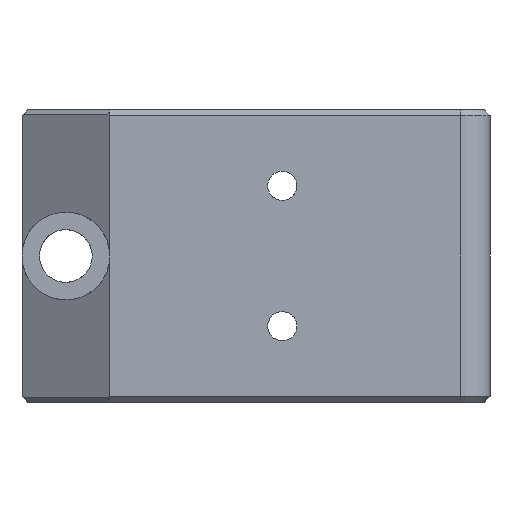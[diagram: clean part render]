
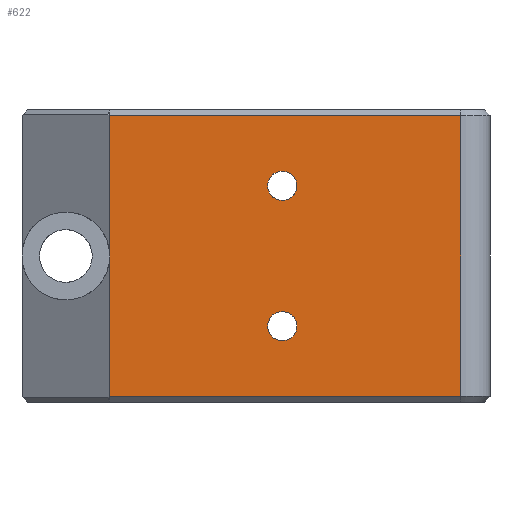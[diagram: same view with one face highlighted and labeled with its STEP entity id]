
A CAD part, left-side view. The second image highlights one B-rep face of the part: STEP entity #622.
In plain terms, the highlighted planar face has unit normal (-1, 0, 0).
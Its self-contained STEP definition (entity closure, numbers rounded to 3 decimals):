
#165 = VERTEX_POINT('',#166);
#166 = CARTESIAN_POINT('',(-42.5,40.,-24.));
#246 = VERTEX_POINT('',#247);
#247 = CARTESIAN_POINT('',(-42.5,40.,0.));
#254 = EDGE_CURVE('',#255,#246,#257,.T.);
#255 = VERTEX_POINT('',#256);
#256 = CARTESIAN_POINT('',(-42.5,40.,-20.));
#257 = LINE('',#258,#259);
#258 = CARTESIAN_POINT('',(-42.5,40.,-25.));
#259 = VECTOR('',#260,1.);
#260 = DIRECTION('',(0.,0.,1.));
#262 = EDGE_CURVE('',#165,#255,#263,.T.);
#263 = LINE('',#264,#265);
#264 = CARTESIAN_POINT('',(-42.5,40.,-25.));
#265 = VECTOR('',#266,1.);
#266 = DIRECTION('',(0.,0.,1.));
#439 = VERTEX_POINT('',#440);
#440 = CARTESIAN_POINT('',(-42.5,-20.,-24.));
#446 = EDGE_CURVE('',#439,#165,#447,.T.);
#447 = LINE('',#448,#449);
#448 = CARTESIAN_POINT('',(-42.5,-20.,-24.));
#449 = VECTOR('',#450,1.);
#450 = DIRECTION('',(0.,1.,0.));
#622 = ADVANCED_FACE('',(#623,#658,#669),#680,.T.);
#623 = FACE_BOUND('',#624,.T.);
#624 = EDGE_LOOP('',(#625,#633,#641,#649,#655,#656,#657));
#625 = ORIENTED_EDGE('',*,*,#626,.T.);
#626 = EDGE_CURVE('',#439,#627,#629,.T.);
#627 = VERTEX_POINT('',#628);
#628 = CARTESIAN_POINT('',(-42.5,-20.,24.));
#629 = LINE('',#630,#631);
#630 = CARTESIAN_POINT('',(-42.5,-20.,-25.));
#631 = VECTOR('',#632,1.);
#632 = DIRECTION('',(0.,0.,1.));
#633 = ORIENTED_EDGE('',*,*,#634,.T.);
#634 = EDGE_CURVE('',#627,#635,#637,.T.);
#635 = VERTEX_POINT('',#636);
#636 = CARTESIAN_POINT('',(-42.5,40.,24.));
#637 = LINE('',#638,#639);
#638 = CARTESIAN_POINT('',(-42.5,-20.,24.));
#639 = VECTOR('',#640,1.);
#640 = DIRECTION('',(0.,1.,0.));
#641 = ORIENTED_EDGE('',*,*,#642,.F.);
#642 = EDGE_CURVE('',#643,#635,#645,.T.);
#643 = VERTEX_POINT('',#644);
#644 = CARTESIAN_POINT('',(-42.5,40.,20.));
#645 = LINE('',#646,#647);
#646 = CARTESIAN_POINT('',(-42.5,40.,-25.));
#647 = VECTOR('',#648,1.);
#648 = DIRECTION('',(0.,0.,1.));
#649 = ORIENTED_EDGE('',*,*,#650,.F.);
#650 = EDGE_CURVE('',#246,#643,#651,.T.);
#651 = LINE('',#652,#653);
#652 = CARTESIAN_POINT('',(-42.5,40.,-25.));
#653 = VECTOR('',#654,1.);
#654 = DIRECTION('',(0.,0.,1.));
#655 = ORIENTED_EDGE('',*,*,#254,.F.);
#656 = ORIENTED_EDGE('',*,*,#262,.F.);
#657 = ORIENTED_EDGE('',*,*,#446,.F.);
#658 = FACE_BOUND('',#659,.T.);
#659 = EDGE_LOOP('',(#660));
#660 = ORIENTED_EDGE('',*,*,#661,.F.);
#661 = EDGE_CURVE('',#662,#662,#664,.T.);
#662 = VERTEX_POINT('',#663);
#663 = CARTESIAN_POINT('',(-42.5,10.5,14.5));
#664 = CIRCLE('',#665,2.5);
#665 = AXIS2_PLACEMENT_3D('',#666,#667,#668);
#666 = CARTESIAN_POINT('',(-42.5,10.5,12.));
#667 = DIRECTION('',(-1.,0.,0.));
#668 = DIRECTION('',(0.,0.,1.));
#669 = FACE_BOUND('',#670,.T.);
#670 = EDGE_LOOP('',(#671));
#671 = ORIENTED_EDGE('',*,*,#672,.F.);
#672 = EDGE_CURVE('',#673,#673,#675,.T.);
#673 = VERTEX_POINT('',#674);
#674 = CARTESIAN_POINT('',(-42.5,10.5,-9.5));
#675 = CIRCLE('',#676,2.5);
#676 = AXIS2_PLACEMENT_3D('',#677,#678,#679);
#677 = CARTESIAN_POINT('',(-42.5,10.5,-12.));
#678 = DIRECTION('',(-1.,0.,0.));
#679 = DIRECTION('',(0.,0.,1.));
#680 = PLANE('',#681);
#681 = AXIS2_PLACEMENT_3D('',#682,#683,#684);
#682 = CARTESIAN_POINT('',(-42.5,-20.,-25.));
#683 = DIRECTION('',(-1.,0.,0.));
#684 = DIRECTION('',(0.,1.,0.));
